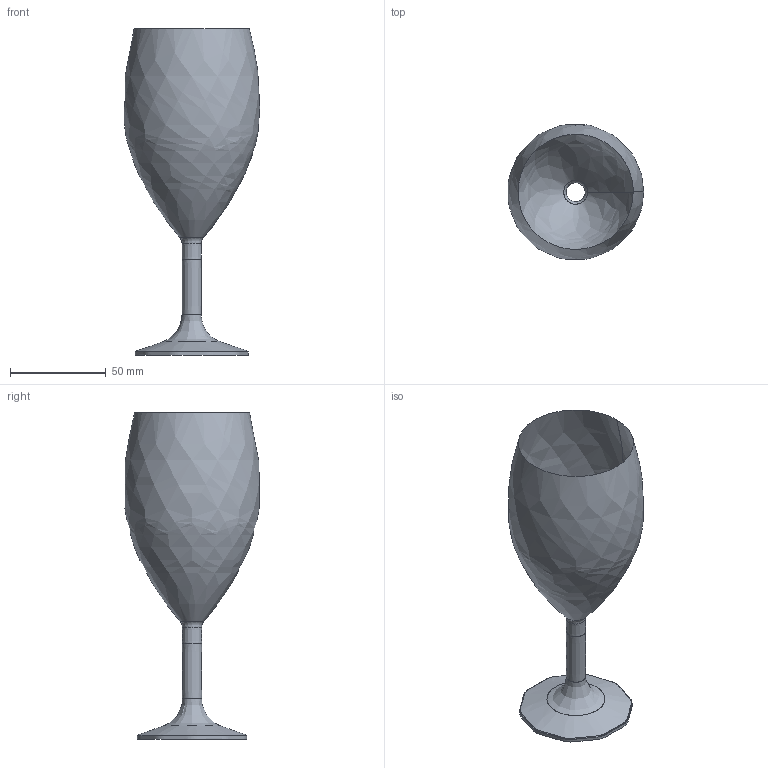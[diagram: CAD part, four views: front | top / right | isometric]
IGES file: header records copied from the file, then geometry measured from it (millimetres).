
Start section: DDX PROCESSOR Ver1.5
Global section: file name: glass-up.igs; native system: PowerSHAPE 5.0 by Delcam plc.; preprocessor: DDX PROCESSOR Ver1.5; author: Heather Hobson; date: 20020709.151150; units: millimetre
Bounding box: 70.54 x 70.19 x 170 mm (x, y, z)
Surface area: 25441.4 mm2 (no closed solid volume)
Topology: 0 solids, 0 shells, 8 faces, 622 edges, 614 vertices
Faces by surface type: bspline 8
